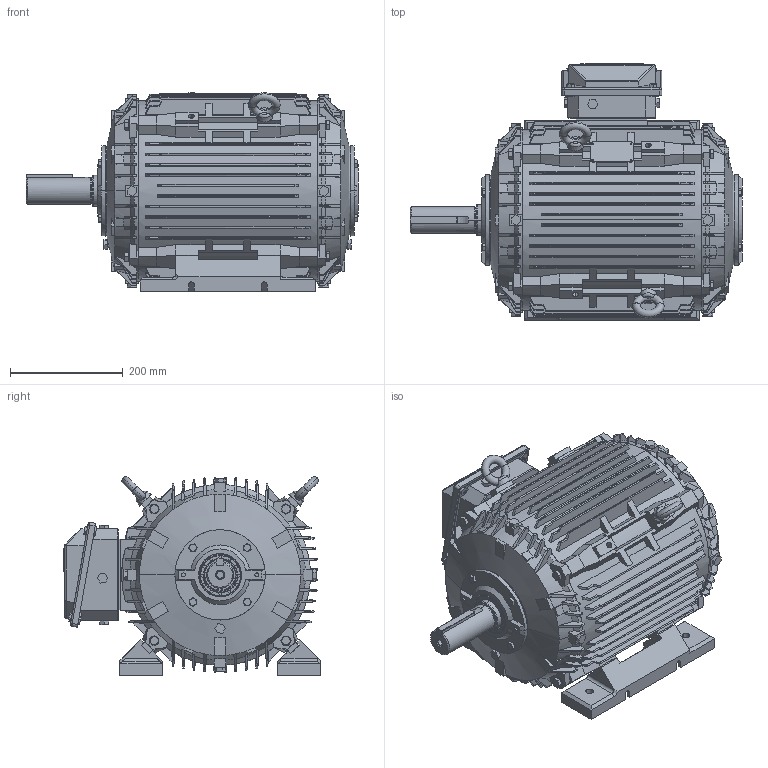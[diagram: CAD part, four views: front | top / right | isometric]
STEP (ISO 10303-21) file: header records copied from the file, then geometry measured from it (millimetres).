
FILE_DESCRIPTION (( 'STEP AP203' ), '1' );
FILE_NAME ('TFCR 284T 外形图F1 -三电压-TEAO.STEP', '2024-08-22T06:01:43', ( '' ), ( '' ), 'SwSTEP 2.0', 'SolidWorks 2016', '' );
FILE_SCHEMA (( 'CONFIG_CONTROL_DESIGN' ));
Length unit declared in the file: millimetre
Products named in the file (25): 250-280T 装配体-冷却塔; 呿蹋齬阨概; 蚐猾55-75-8; M10-35; TC 180葆德端盖加工-冷却塔-不带油孔; M8-12; TC 180 粣創俋裔-TEAO; 陔NEMA250T諉盄碟裔A; TFCR 284T 外形图F1 -三电压-TEAO; 250-280T諉盄碟釱菜; 裂遠M12; TC 180M B5儂釱; hexagon head bolts-full thread gb_GB_FASTENER_BOLT_STBAB A M10X40-N; 284T 转子-冷却塔-TEAO; TC 180 粣創囀裔; hexagon head bolts-full thread gb_GB_FASTENER_BOLT_STBAB A M8X60-N; TC 180 粣創俋裔DE; M8-65; 6311; NEMA 250-280諉盄碟裔菜; 新NEMA250T接线盒座A-冷却塔; 284T转轴-冷却塔-TEAO; NEMA 284T 菁褐; 280T す瑩; 10
Assembly tree (60 placements, depth 3):
  TFCR 284T 外形图F1 -三电压-TEAO
    TC 180 粣創囀裔  x2
    蚐猾55-75-8
    M8-65  x4
    M10-35  x4
    10  x4
    裂遠M12  x2
    TC 180M B5儂釱
    284T 转子-冷却塔-TEAO
      284T转轴-冷却塔-TEAO
      6311  x2
    NEMA 284T 菁褐  x2
    250-280T 装配体-冷却塔
      新NEMA250T接线盒座A-冷却塔
      陔NEMA250T諉盄碟裔A
      NEMA 250-280諉盄碟裔菜
      M8-12  x4
      呿蹋齬阨概  x4
    250-280T諉盄碟釱菜
    TC 180葆德端盖加工-冷却塔-不带油孔  x2
    呿蹋齬阨概  x10
    hexagon head bolts-full thread gb_GB_FASTENER_BOLT_STBAB A M10X40-N  x4
    hexagon head bolts-full thread gb_GB_FASTENER_BOLT_STBAB A M8X60-N  x4
    280T す瑩
    TC 180 粣創俋裔-TEAO
    TC 180 粣創俋裔DE
Bounding box: 588.15 x 454.44 x 351.68 mm (x, y, z)
Volume: 10236281.7 mm3; surface area: 2588720.7 mm2
Topology: 58 solids, 58 shells, 4021 faces, 10986 edges, 7129 vertices
Faces by surface type: plane 2062, cylinder 952, cone 591, torus 208, bspline 150, sphere 58
Entity records: 106359 total; most frequent: CARTESIAN_POINT 35591, ORIENTED_EDGE 14786, DIRECTION 12849, EDGE_CURVE 7393, VERTEX_POINT 4816, AXIS2_PLACEMENT_3D 4449, VECTOR 3951, LINE 3951
